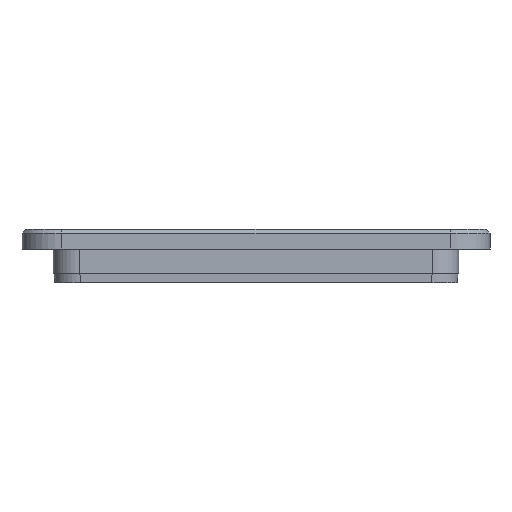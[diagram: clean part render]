
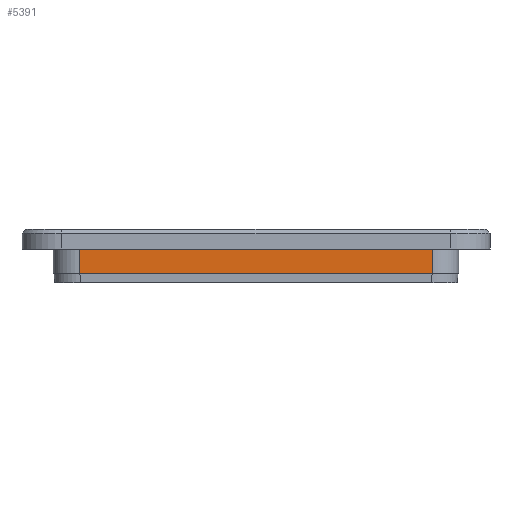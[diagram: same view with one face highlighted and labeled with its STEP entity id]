
A CAD part, front view. The second image highlights one B-rep face of the part: STEP entity #5391.
In plain terms, the highlighted planar face has unit normal (0, -1, 0).
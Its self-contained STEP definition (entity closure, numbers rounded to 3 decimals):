
#8 = CARTESIAN_POINT ( 'NONE',  ( -705.184, -271.7, -5.2 ) ) ;
#66 = LINE ( 'NONE', #7733, #8605 ) ;
#582 = ORIENTED_EDGE ( 'NONE', *, *, #2089, .T. ) ;
#1014 = LINE ( 'NONE', #6173, #1605 ) ;
#1605 = VECTOR ( 'NONE', #6125, 1000. ) ;
#1697 = CARTESIAN_POINT ( 'NONE',  ( -705.184, -271.7, -10.1 ) ) ;
#2089 = EDGE_CURVE ( 'NONE', #4093, #5500, #3115, .T. ) ;
#2317 = DIRECTION ( 'NONE',  ( 0., 0., 1. ) ) ;
#2350 = CARTESIAN_POINT ( 'NONE',  ( -776.253, -271.7, -10.1 ) ) ;
#2451 = DIRECTION ( 'NONE',  ( -1., 0., 0. ) ) ;
#2516 = ORIENTED_EDGE ( 'NONE', *, *, #3628, .F. ) ;
#3115 = LINE ( 'NONE', #5316, #6350 ) ;
#3628 = EDGE_CURVE ( 'NONE', #9038, #5500, #66, .T. ) ;
#4093 = VERTEX_POINT ( 'NONE', #8 ) ;
#4516 = LINE ( 'NONE', #7335, #4985 ) ;
#4985 = VECTOR ( 'NONE', #2317, 1000. ) ;
#5021 = DIRECTION ( 'NONE',  ( 0., 0., 1. ) ) ;
#5278 = DIRECTION ( 'NONE',  ( -1., 0., 0. ) ) ;
#5316 = CARTESIAN_POINT ( 'NONE',  ( -705.184, -271.7, -5.2 ) ) ;
#5391 = ADVANCED_FACE ( 'NONE', ( #8698 ), #7390, .F. ) ;
#5500 = VERTEX_POINT ( 'NONE', #8360 ) ;
#5697 = EDGE_LOOP ( 'NONE', ( #5721, #6487, #582, #2516 ) ) ;
#5721 = ORIENTED_EDGE ( 'NONE', *, *, #8247, .F. ) ;
#5920 = VERTEX_POINT ( 'NONE', #1697 ) ;
#6125 = DIRECTION ( 'NONE',  ( -1., 0., 0. ) ) ;
#6173 = CARTESIAN_POINT ( 'NONE',  ( -705.184, -271.7, -10.1 ) ) ;
#6350 = VECTOR ( 'NONE', #2451, 1000. ) ;
#6487 = ORIENTED_EDGE ( 'NONE', *, *, #8471, .T. ) ;
#6642 = CARTESIAN_POINT ( 'NONE',  ( -705.184, -271.7, -183.138 ) ) ;
#7335 = CARTESIAN_POINT ( 'NONE',  ( -705.184, -271.7, -183.138 ) ) ;
#7390 = PLANE ( 'NONE',  #8833 ) ;
#7436 = DIRECTION ( 'NONE',  ( 0., 1., 0. ) ) ;
#7733 = CARTESIAN_POINT ( 'NONE',  ( -776.253, -271.7, -183.138 ) ) ;
#8247 = EDGE_CURVE ( 'NONE', #5920, #9038, #1014, .T. ) ;
#8360 = CARTESIAN_POINT ( 'NONE',  ( -776.253, -271.7, -5.2 ) ) ;
#8471 = EDGE_CURVE ( 'NONE', #5920, #4093, #4516, .T. ) ;
#8605 = VECTOR ( 'NONE', #5021, 1000. ) ;
#8698 = FACE_OUTER_BOUND ( 'NONE', #5697, .T. ) ;
#8833 = AXIS2_PLACEMENT_3D ( 'NONE', #6642, #7436, #5278 ) ;
#9038 = VERTEX_POINT ( 'NONE', #2350 ) ;
